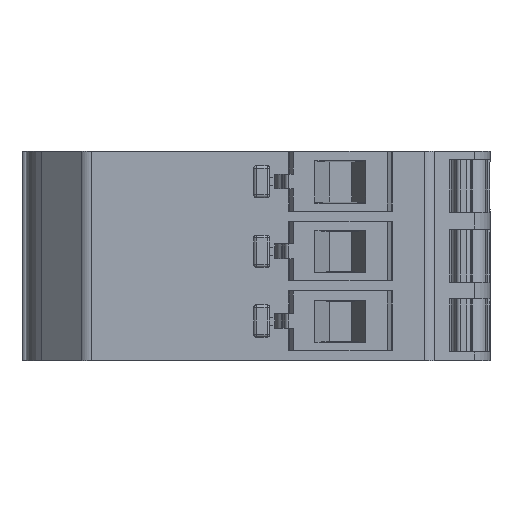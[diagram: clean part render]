
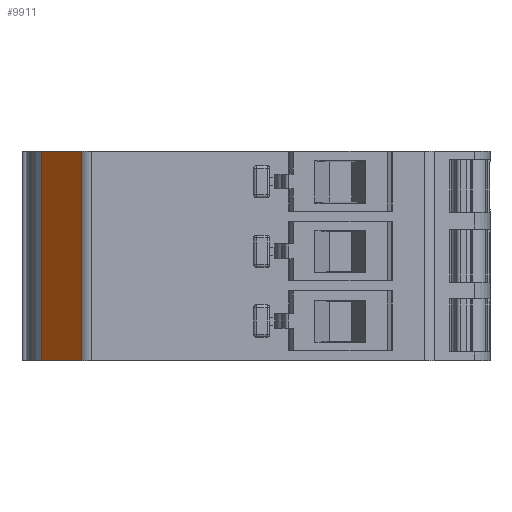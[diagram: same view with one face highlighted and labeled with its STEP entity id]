
A CAD part, front view. The second image highlights one B-rep face of the part: STEP entity #9911.
In plain terms, the highlighted planar face has unit normal (-0.707, -0.707, 0).
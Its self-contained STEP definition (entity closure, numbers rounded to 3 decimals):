
#175 = CARTESIAN_POINT ( 'NONE',  ( -19.287, 15.374, 5.15 ) ) ;
#230 = AXIS2_PLACEMENT_3D ( 'NONE', #14608, #13179, #5528 ) ;
#1127 = VECTOR ( 'NONE', #16171, 1000. ) ;
#1292 = CARTESIAN_POINT ( 'NONE',  ( -19.287, 15.374, -10.45 ) ) ;
#1637 = FACE_OUTER_BOUND ( 'NONE', #6369, .T. ) ;
#1747 = VERTEX_POINT ( 'NONE', #11399 ) ;
#1756 = VECTOR ( 'NONE', #7846, 1000. ) ;
#2857 = CARTESIAN_POINT ( 'NONE',  ( -19.287, 15.374, -31.206 ) ) ;
#4069 = EDGE_CURVE ( 'NONE', #8840, #15063, #11674, .T. ) ;
#4700 = VECTOR ( 'NONE', #16550, 1000. ) ;
#5528 = DIRECTION ( 'NONE',  ( 0.707, -0.707, 0. ) ) ;
#6083 = VECTOR ( 'NONE', #7787, 1000. ) ;
#6369 = EDGE_LOOP ( 'NONE', ( #14748, #14572, #13409, #13015 ) ) ;
#6747 = LINE ( 'NONE', #2857, #1127 ) ;
#7755 = VERTEX_POINT ( 'NONE', #7771 ) ;
#7771 = CARTESIAN_POINT ( 'NONE',  ( -19.287, 15.374, -10.45 ) ) ;
#7787 = DIRECTION ( 'NONE',  ( 0.707, -0.707, 0. ) ) ;
#7846 = DIRECTION ( 'NONE',  ( 0., 0., -1. ) ) ;
#8063 = PLANE ( 'NONE',  #230 ) ;
#8840 = VERTEX_POINT ( 'NONE', #10031 ) ;
#8909 = EDGE_CURVE ( 'NONE', #8840, #1747, #14089, .T. ) ;
#9911 = ADVANCED_FACE ( 'NONE', ( #1637 ), #8063, .T. ) ;
#10031 = CARTESIAN_POINT ( 'NONE',  ( -22.272, 18.359, 5.15 ) ) ;
#11399 = CARTESIAN_POINT ( 'NONE',  ( -22.272, 18.359, -10.45 ) ) ;
#11674 = LINE ( 'NONE', #13907, #4700 ) ;
#12827 = LINE ( 'NONE', #1292, #6083 ) ;
#13015 = ORIENTED_EDGE ( 'NONE', *, *, #4069, .F. ) ;
#13179 = DIRECTION ( 'NONE',  ( -0.707, -0.707, 0. ) ) ;
#13409 = ORIENTED_EDGE ( 'NONE', *, *, #13441, .T. ) ;
#13441 = EDGE_CURVE ( 'NONE', #7755, #15063, #6747, .T. ) ;
#13907 = CARTESIAN_POINT ( 'NONE',  ( -22.272, 18.359, 5.15 ) ) ;
#14089 = LINE ( 'NONE', #16763, #1756 ) ;
#14318 = EDGE_CURVE ( 'NONE', #1747, #7755, #12827, .T. ) ;
#14572 = ORIENTED_EDGE ( 'NONE', *, *, #14318, .T. ) ;
#14608 = CARTESIAN_POINT ( 'NONE',  ( -19.287, 15.374, -31.206 ) ) ;
#14748 = ORIENTED_EDGE ( 'NONE', *, *, #8909, .T. ) ;
#15063 = VERTEX_POINT ( 'NONE', #175 ) ;
#16171 = DIRECTION ( 'NONE',  ( 0., 0., 1. ) ) ;
#16550 = DIRECTION ( 'NONE',  ( 0.707, -0.707, 0. ) ) ;
#16763 = CARTESIAN_POINT ( 'NONE',  ( -22.272, 18.359, -31.206 ) ) ;
